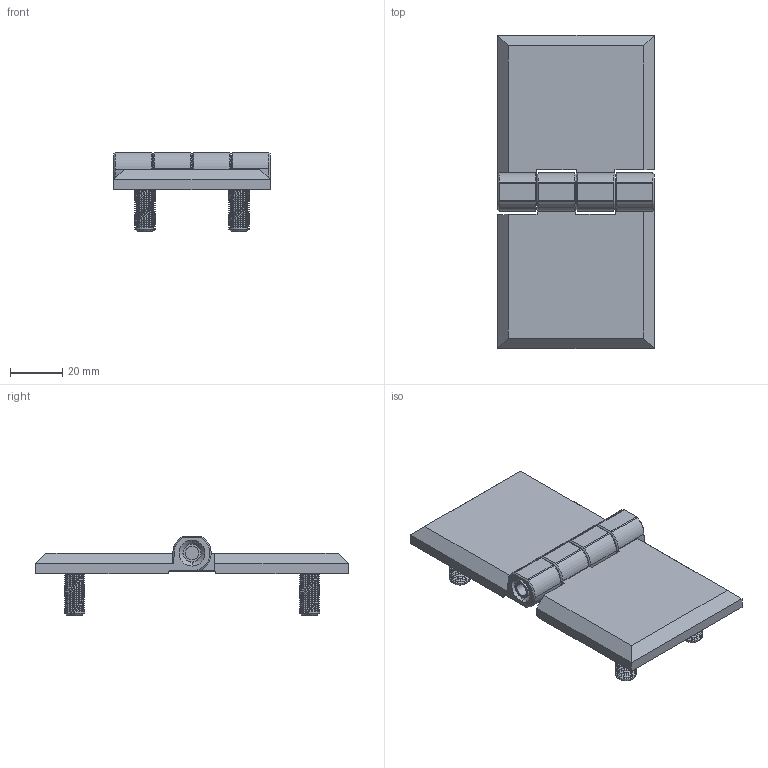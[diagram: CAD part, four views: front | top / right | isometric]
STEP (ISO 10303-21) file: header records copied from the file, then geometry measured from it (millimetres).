
FILE_DESCRIPTION (( 'STEP AP203' ), '1' );
FILE_NAME ('MY60120.1.5.1.BOYALI.STEP', '2022-06-13T06:59:46', ( '' ), ( '' ), 'SwSTEP 2.0', 'SolidWorks 2021', '' );
FILE_SCHEMA (( 'CONFIG_CONTROL_DESIGN' ));
Length unit declared in the file: millimetre
Products named in the file (1): MY60120.1.5.1.BOYALI
Bounding box: 60 x 120 x 30.45 mm (x, y, z)
Surface area: 26664.8 mm2 (no closed solid volume)
Topology: 0 solids, 8 shells, 444 faces, 1224 edges, 798 vertices
Faces by surface type: cylinder 220, plane 126, cone 66, bspline 32
Entity records: 22270 total; most frequent: CARTESIAN_POINT 12215, ORIENTED_EDGE 2366, DIRECTION 1768, EDGE_CURVE 1224, VERTEX_POINT 798, AXIS2_PLACEMENT_3D 603, LINE 562, VECTOR 562
